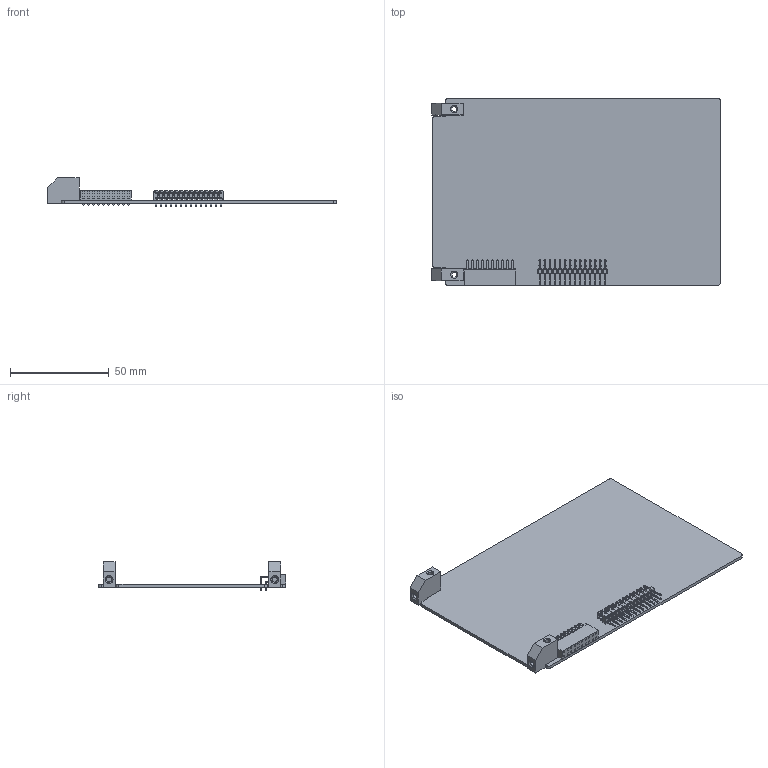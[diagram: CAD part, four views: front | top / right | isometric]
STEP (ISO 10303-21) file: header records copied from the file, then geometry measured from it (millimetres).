
FILE_DESCRIPTION(('KiCad electronic assembly'),'2;1');
FILE_NAME('DIB module.step','2025-02-04T17:16:23',('Pcbnew'),('Kicad'), 'Open CASCADE STEP processor 7.6','KiCad to STEP converter','Unknown' );
FILE_SCHEMA(('AUTOMOTIVE_DESIGN { 1 0 10303 214 1 1 1 1 }'));
Length unit declared in the file: millimetre
Products named in the file (8): DIB module 1; 77317-104-28LF--3DModel-STEP-510211; 77317-104-28LF; PCB-MB-01; 1127494; SSW-110-02-T-D-RA; DIB module_PCB
Assembly tree (8 placements, depth 3):
  DIB module 1
    77317-104-28LF--3DModel-STEP-510211
      77317-104-28LF
    PCB-MB-01  x2
      1127494
    SSW-110-02-T-D-RA
      SSW-110-02-T-D-RA
    DIB module_PCB
Bounding box: 146.5 x 95.07 x 14.4 mm (x, y, z)
Volume: 25336.2 mm3; surface area: 33657.5 mm2
Topology: 6 solids, 6 shells, 1660 faces, 4060 edges, 2516 vertices
Faces by surface type: plane 1376, cylinder 272, cone 12
Full cylindrical faces by diameter (mm): 1 x48, 3.2 x2
Entity records: 47548 total; most frequent: CARTESIAN_POINT 8152, ORIENTED_EDGE 8030, DIRECTION 7855, EDGE_CURVE 4015, LINE 3473, VECTOR 3473, VERTEX_POINT 2488, AXIS2_PLACEMENT_3D 2191
